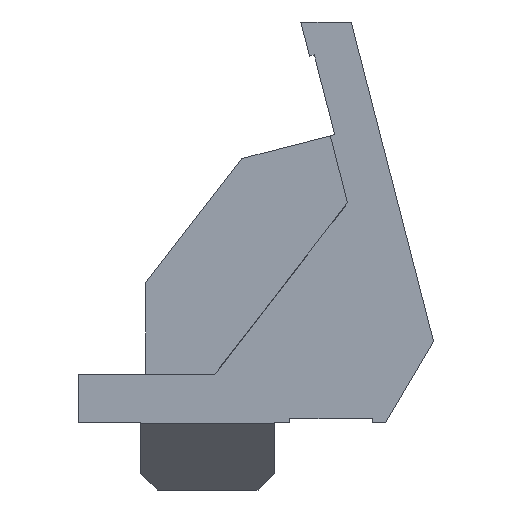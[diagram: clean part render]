
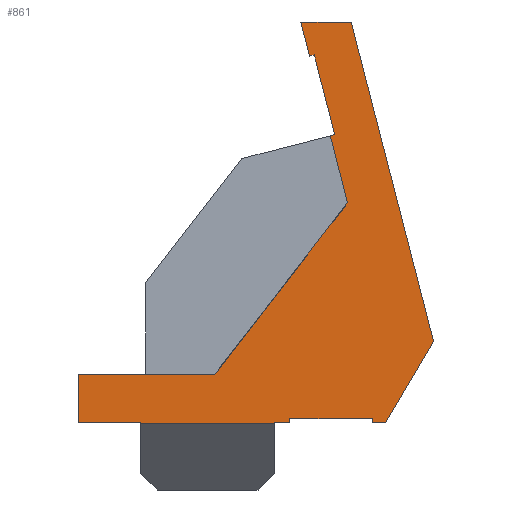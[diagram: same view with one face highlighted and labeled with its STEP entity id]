
A CAD part, left-side view. The second image highlights one B-rep face of the part: STEP entity #861.
In plain terms, the highlighted planar face has unit normal (-1, 0, 0).
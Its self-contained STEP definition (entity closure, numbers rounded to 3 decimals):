
#9 = VECTOR ( 'NONE', #498, 1000. ) ;
#12 = CARTESIAN_POINT ( 'NONE',  ( 216.325, 6.881, -12.937 ) ) ;
#34 = EDGE_CURVE ( 'NONE', #831, #1154, #692, .T. ) ;
#57 = EDGE_CURVE ( 'NONE', #1154, #1034, #988, .T. ) ;
#69 = CARTESIAN_POINT ( 'NONE',  ( 216.325, 10.577, -9.937 ) ) ;
#70 = VECTOR ( 'NONE', #111, 1000. ) ;
#72 = VERTEX_POINT ( 'NONE', #1195 ) ;
#83 = EDGE_CURVE ( 'NONE', #113, #685, #822, .T. ) ;
#93 = CARTESIAN_POINT ( 'NONE',  ( 216.325, 2.446, -7.032 ) ) ;
#98 = ORIENTED_EDGE ( 'NONE', *, *, #427, .T. ) ;
#106 = VECTOR ( 'NONE', #257, 1000. ) ;
#107 = ORIENTED_EDGE ( 'NONE', *, *, #337, .F. ) ;
#111 = DIRECTION ( 'NONE',  ( 0., 0.508, -0.861 ) ) ;
#113 = VERTEX_POINT ( 'NONE', #69 ) ;
#115 = CARTESIAN_POINT ( 'NONE',  ( 216.325, 0., -7.032 ) ) ;
#146 = CARTESIAN_POINT ( 'NONE',  ( 216.325, 2.677, 10.389 ) ) ;
#164 = ORIENTED_EDGE ( 'NONE', *, *, #254, .F. ) ;
#175 = CARTESIAN_POINT ( 'NONE',  ( 216.325, 10.577, -7.032 ) ) ;
#176 = EDGE_CURVE ( 'NONE', #450, #298, #867, .T. ) ;
#190 = DIRECTION ( 'NONE',  ( 0., 0., 1. ) ) ;
#205 = CARTESIAN_POINT ( 'NONE',  ( 216.325, -10.075, -5.946 ) ) ;
#209 = LINE ( 'NONE', #1164, #950 ) ;
#222 = EDGE_CURVE ( 'NONE', #650, #113, #1053, .T. ) ;
#231 = DIRECTION ( 'NONE',  ( 0., -0.25, -0.968 ) ) ;
#238 = CARTESIAN_POINT ( 'NONE',  ( 216.325, -6.919, -9.687 ) ) ;
#254 = EDGE_CURVE ( 'NONE', #72, #913, #209, .T. ) ;
#257 = DIRECTION ( 'NONE',  ( 0., 0.968, -0.25 ) ) ;
#269 = LINE ( 'NONE', #1228, #335 ) ;
#277 = CARTESIAN_POINT ( 'NONE',  ( 216.325, -3.468, 11.973 ) ) ;
#286 = VERTEX_POINT ( 'NONE', #592 ) ;
#291 = VERTEX_POINT ( 'NONE', #783 ) ;
#296 = CARTESIAN_POINT ( 'NONE',  ( 216.325, 0., 13.937 ) ) ;
#298 = VERTEX_POINT ( 'NONE', #277 ) ;
#308 = LINE ( 'NONE', #432, #789 ) ;
#313 = DIRECTION ( 'NONE',  ( 0., 0., 1. ) ) ;
#318 = LINE ( 'NONE', #720, #635 ) ;
#324 = CARTESIAN_POINT ( 'NONE',  ( 216.325, -2.019, -9.937 ) ) ;
#328 = DIRECTION ( 'NONE',  ( 0., 0., 1. ) ) ;
#331 = DIRECTION ( 'NONE',  ( 0., -1., 0. ) ) ;
#335 = VECTOR ( 'NONE', #1124, 1000. ) ;
#337 = EDGE_CURVE ( 'NONE', #463, #650, #584, .T. ) ;
#340 = CARTESIAN_POINT ( 'NONE',  ( 216.325, -6.919, -9.937 ) ) ;
#350 = ORIENTED_EDGE ( 'NONE', *, *, #57, .F. ) ;
#363 = EDGE_CURVE ( 'NONE', #286, #1174, #1157, .T. ) ;
#370 = CARTESIAN_POINT ( 'NONE',  ( 216.325, 0., -9.937 ) ) ;
#373 = EDGE_CURVE ( 'NONE', #968, #291, #1150, .T. ) ;
#380 = VECTOR ( 'NONE', #465, 1000. ) ;
#383 = EDGE_CURVE ( 'NONE', #1206, #831, #1172, .T. ) ;
#414 = CARTESIAN_POINT ( 'NONE',  ( 216.325, 0., -9.937 ) ) ;
#417 = VECTOR ( 'NONE', #965, 1000. ) ;
#427 = EDGE_CURVE ( 'NONE', #463, #968, #308, .T. ) ;
#430 = DIRECTION ( 'NONE',  ( -1., 0., 0. ) ) ;
#432 = CARTESIAN_POINT ( 'NONE',  ( 216.325, 0., -9.957 ) ) ;
#441 = EDGE_CURVE ( 'NONE', #496, #450, #734, .T. ) ;
#442 = ORIENTED_EDGE ( 'NONE', *, *, #533, .F. ) ;
#450 = VERTEX_POINT ( 'NONE', #615 ) ;
#462 = CARTESIAN_POINT ( 'NONE',  ( 216.325, -1.119, -9.957 ) ) ;
#463 = VERTEX_POINT ( 'NONE', #633 ) ;
#465 = DIRECTION ( 'NONE',  ( 0., 0.25, 0.968 ) ) ;
#489 = EDGE_CURVE ( 'NONE', #842, #582, #508, .T. ) ;
#494 = CARTESIAN_POINT ( 'NONE',  ( 216.325, -8.687, 2.239 ) ) ;
#496 = VERTEX_POINT ( 'NONE', #1100 ) ;
#498 = DIRECTION ( 'NONE',  ( 0., 0.613, -0.79 ) ) ;
#507 = LINE ( 'NONE', #115, #1072 ) ;
#508 = LINE ( 'NONE', #238, #895 ) ;
#515 = VECTOR ( 'NONE', #1144, 1000. ) ;
#519 = CARTESIAN_POINT ( 'NONE',  ( 216.325, 0., 0. ) ) ;
#523 = ORIENTED_EDGE ( 'NONE', *, *, #373, .T. ) ;
#533 = EDGE_CURVE ( 'NONE', #842, #72, #269, .T. ) ;
#552 = ORIENTED_EDGE ( 'NONE', *, *, #363, .T. ) ;
#558 = CARTESIAN_POINT ( 'NONE',  ( 216.325, -7.719, -9.937 ) ) ;
#566 = CARTESIAN_POINT ( 'NONE',  ( 216.325, -10.577, -5.095 ) ) ;
#582 = VERTEX_POINT ( 'NONE', #340 ) ;
#584 = LINE ( 'NONE', #12, #417 ) ;
#592 = CARTESIAN_POINT ( 'NONE',  ( 216.325, -5.45, 3.158 ) ) ;
#615 = CARTESIAN_POINT ( 'NONE',  ( 216.325, -4.691, 7.228 ) ) ;
#618 = ORIENTED_EDGE ( 'NONE', *, *, #441, .F. ) ;
#620 = CARTESIAN_POINT ( 'NONE',  ( 216.325, 1.455, 5.644 ) ) ;
#625 = AXIS2_PLACEMENT_3D ( 'NONE', #519, #430, #313 ) ;
#632 = VERTEX_POINT ( 'NONE', #834 ) ;
#633 = CARTESIAN_POINT ( 'NONE',  ( 216.325, 6.881, -9.957 ) ) ;
#635 = VECTOR ( 'NONE', #231, 1000. ) ;
#638 = VECTOR ( 'NONE', #955, 1000. ) ;
#650 = VERTEX_POINT ( 'NONE', #1217 ) ;
#662 = CARTESIAN_POINT ( 'NONE',  ( 216.325, -6.145, 1.584 ) ) ;
#681 = CARTESIAN_POINT ( 'NONE',  ( 216.325, -5.45, 3.158 ) ) ;
#685 = VERTEX_POINT ( 'NONE', #175 ) ;
#690 = VECTOR ( 'NONE', #696, 1000. ) ;
#692 = LINE ( 'NONE', #494, #1070 ) ;
#693 = CARTESIAN_POINT ( 'NONE',  ( 216.325, -5.874, 1.514 ) ) ;
#696 = DIRECTION ( 'NONE',  ( 0., -1., 0. ) ) ;
#708 = DIRECTION ( 'NONE',  ( 0., 1., 0. ) ) ;
#720 = CARTESIAN_POINT ( 'NONE',  ( 216.325, -4.42, 7.158 ) ) ;
#727 = LINE ( 'NONE', #414, #1246 ) ;
#734 = LINE ( 'NONE', #620, #1169 ) ;
#755 = ORIENTED_EDGE ( 'NONE', *, *, #1058, .F. ) ;
#783 = CARTESIAN_POINT ( 'NONE',  ( 216.325, -1.119, -9.937 ) ) ;
#789 = VECTOR ( 'NONE', #801, 1000. ) ;
#799 = ORIENTED_EDGE ( 'NONE', *, *, #176, .F. ) ;
#800 = CARTESIAN_POINT ( 'NONE',  ( 216.325, -5.673, 13.937 ) ) ;
#801 = DIRECTION ( 'NONE',  ( 0., -1., 0. ) ) ;
#818 = ORIENTED_EDGE ( 'NONE', *, *, #868, .F. ) ;
#822 = LINE ( 'NONE', #1202, #1242 ) ;
#825 = ORIENTED_EDGE ( 'NONE', *, *, #829, .F. ) ;
#827 = DIRECTION ( 'NONE',  ( 0., -0.968, 0.25 ) ) ;
#829 = EDGE_CURVE ( 'NONE', #913, #291, #727, .T. ) ;
#831 = VERTEX_POINT ( 'NONE', #800 ) ;
#834 = CARTESIAN_POINT ( 'NONE',  ( 216.325, -3.197, 11.903 ) ) ;
#842 = VERTEX_POINT ( 'NONE', #1088 ) ;
#849 = ORIENTED_EDGE ( 'NONE', *, *, #1236, .F. ) ;
#851 = VECTOR ( 'NONE', #190, 1000. ) ;
#861 = ADVANCED_FACE ( 'NONE', ( #914 ), #997, .T. ) ;
#867 = LINE ( 'NONE', #662, #380 ) ;
#868 = EDGE_CURVE ( 'NONE', #685, #1174, #507, .T. ) ;
#889 = DIRECTION ( 'NONE',  ( 0., -0.25, -0.968 ) ) ;
#895 = VECTOR ( 'NONE', #1003, 1000. ) ;
#905 = DIRECTION ( 'NONE',  ( 0., 1., 0. ) ) ;
#913 = VERTEX_POINT ( 'NONE', #324 ) ;
#914 = FACE_OUTER_BOUND ( 'NONE', #1250, .T. ) ;
#922 = ORIENTED_EDGE ( 'NONE', *, *, #935, .T. ) ;
#935 = EDGE_CURVE ( 'NONE', #496, #286, #318, .T. ) ;
#950 = VECTOR ( 'NONE', #1176, 1000. ) ;
#955 = DIRECTION ( 'NONE',  ( 0., 0.25, 0.968 ) ) ;
#965 = DIRECTION ( 'NONE',  ( 0., 0., 1. ) ) ;
#966 = ORIENTED_EDGE ( 'NONE', *, *, #222, .F. ) ;
#967 = LINE ( 'NONE', #693, #638 ) ;
#968 = VERTEX_POINT ( 'NONE', #462 ) ;
#988 = LINE ( 'NONE', #205, #70 ) ;
#989 = CARTESIAN_POINT ( 'NONE',  ( 216.325, 0., -9.937 ) ) ;
#997 = PLANE ( 'NONE',  #625 ) ;
#1003 = DIRECTION ( 'NONE',  ( 0., 0., -1. ) ) ;
#1012 = ORIENTED_EDGE ( 'NONE', *, *, #83, .F. ) ;
#1034 = VERTEX_POINT ( 'NONE', #558 ) ;
#1053 = LINE ( 'NONE', #370, #515 ) ;
#1058 = EDGE_CURVE ( 'NONE', #298, #632, #1113, .T. ) ;
#1068 = LINE ( 'NONE', #989, #1162 ) ;
#1070 = VECTOR ( 'NONE', #889, 1000. ) ;
#1072 = VECTOR ( 'NONE', #331, 1000. ) ;
#1088 = CARTESIAN_POINT ( 'NONE',  ( 216.325, -6.919, -9.687 ) ) ;
#1100 = CARTESIAN_POINT ( 'NONE',  ( 216.325, -4.42, 7.158 ) ) ;
#1105 = ORIENTED_EDGE ( 'NONE', *, *, #34, .F. ) ;
#1113 = LINE ( 'NONE', #146, #106 ) ;
#1124 = DIRECTION ( 'NONE',  ( 0., 1., 0. ) ) ;
#1140 = ORIENTED_EDGE ( 'NONE', *, *, #1165, .F. ) ;
#1144 = DIRECTION ( 'NONE',  ( 0., 1., 0. ) ) ;
#1150 = LINE ( 'NONE', #1255, #851 ) ;
#1154 = VERTEX_POINT ( 'NONE', #566 ) ;
#1157 = LINE ( 'NONE', #681, #9 ) ;
#1162 = VECTOR ( 'NONE', #905, 1000. ) ;
#1164 = CARTESIAN_POINT ( 'NONE',  ( 216.325, -2.019, -9.687 ) ) ;
#1165 = EDGE_CURVE ( 'NONE', #632, #1206, #967, .T. ) ;
#1168 = ORIENTED_EDGE ( 'NONE', *, *, #489, .T. ) ;
#1169 = VECTOR ( 'NONE', #827, 1000. ) ;
#1172 = LINE ( 'NONE', #296, #690 ) ;
#1174 = VERTEX_POINT ( 'NONE', #93 ) ;
#1176 = DIRECTION ( 'NONE',  ( 0., 0., -1. ) ) ;
#1195 = CARTESIAN_POINT ( 'NONE',  ( 216.325, -2.019, -9.687 ) ) ;
#1202 = CARTESIAN_POINT ( 'NONE',  ( 216.325, 10.577, 0. ) ) ;
#1206 = VERTEX_POINT ( 'NONE', #1238 ) ;
#1213 = ORIENTED_EDGE ( 'NONE', *, *, #383, .F. ) ;
#1217 = CARTESIAN_POINT ( 'NONE',  ( 216.325, 6.881, -9.937 ) ) ;
#1228 = CARTESIAN_POINT ( 'NONE',  ( 216.325, -2.019, -9.687 ) ) ;
#1236 = EDGE_CURVE ( 'NONE', #1034, #582, #1068, .T. ) ;
#1238 = CARTESIAN_POINT ( 'NONE',  ( 216.325, -2.673, 13.937 ) ) ;
#1242 = VECTOR ( 'NONE', #328, 1000. ) ;
#1246 = VECTOR ( 'NONE', #708, 1000. ) ;
#1250 = EDGE_LOOP ( 'NONE', ( #164, #442, #1168, #849, #350, #1105, #1213, #1140, #755, #799, #618, #922, #552, #818, #1012, #966, #107, #98, #523, #825 ) ) ;
#1255 = CARTESIAN_POINT ( 'NONE',  ( 216.325, -1.119, -12.937 ) ) ;
